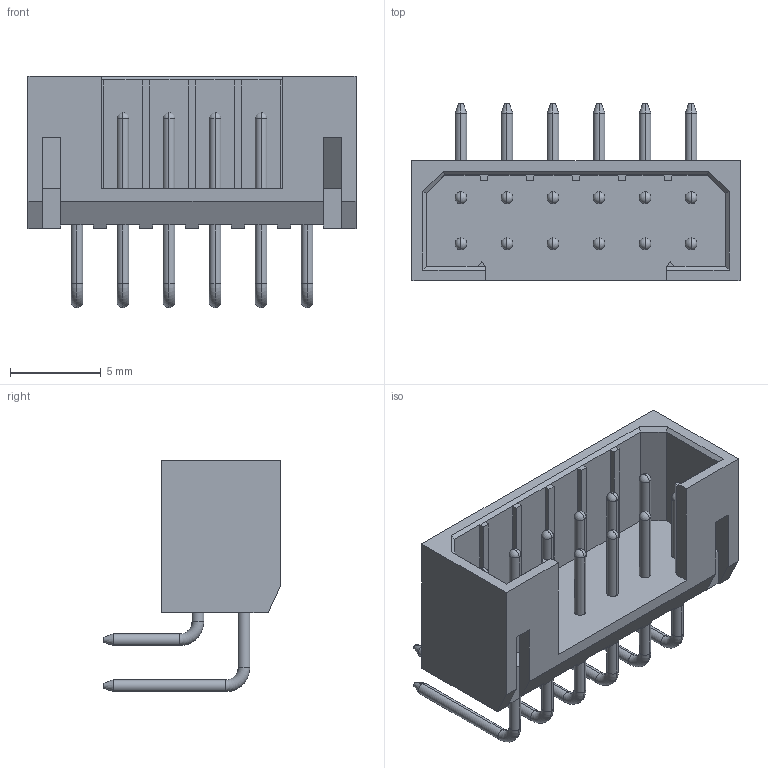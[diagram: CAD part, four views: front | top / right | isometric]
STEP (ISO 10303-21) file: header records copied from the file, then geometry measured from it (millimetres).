
FILE_DESCRIPTION (( 'STEP AP214' ), '1' );
FILE_NAME ('F0JL23-S12RD000-01-REF .STEP', '2025-03-05T00:44:21', ( '' ), ( '' ), 'SwSTEP 2.0', 'SolidWorks 2021', '' );
FILE_SCHEMA (( 'AUTOMOTIVE_DESIGN' ));
Length unit declared in the file: millimetre
Products named in the file (1): F0JL23-S12RD000-01-REF 
Bounding box: 18.1 x 9.8 x 12.77 mm (x, y, z)
Volume: 470.9 mm3; surface area: 1134.1 mm2
Topology: 1 solids, 1 shells, 243 faces, 603 edges, 358 vertices
Faces by surface type: plane 99, cylinder 72, torus 24, sphere 24, cone 24
Entity records: 6803 total; most frequent: DIRECTION 1259, CARTESIAN_POINT 1133, ORIENTED_EDGE 1110, EDGE_CURVE 555, AXIS2_PLACEMENT_3D 460, LINE 339, VECTOR 339, VERTEX_POINT 334
